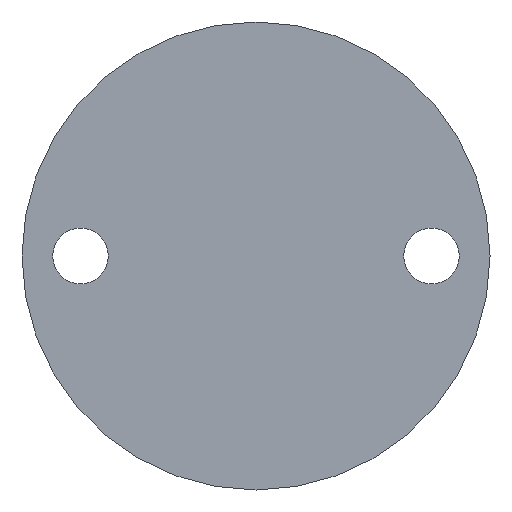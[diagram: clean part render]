
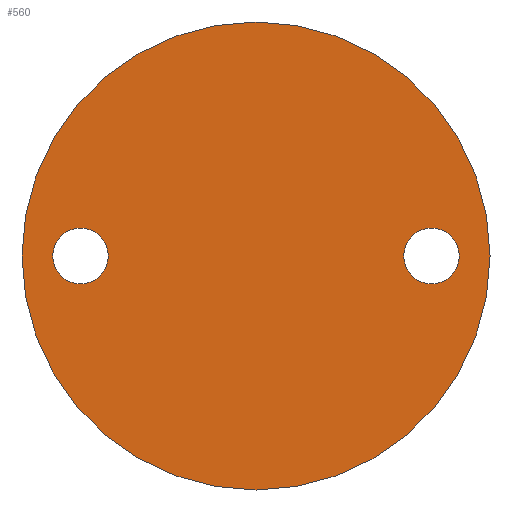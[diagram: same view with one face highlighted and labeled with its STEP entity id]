
A CAD part, front view. The second image highlights one B-rep face of the part: STEP entity #560.
In plain terms, the highlighted planar face has unit normal (0, -1, 0).
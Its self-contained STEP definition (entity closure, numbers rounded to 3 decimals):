
#1 = VERTEX_POINT ( 'NONE', #403 ) ;
#11 = VERTEX_POINT ( 'NONE', #457 ) ;
#37 = VERTEX_POINT ( 'NONE', #420 ) ;
#42 = VERTEX_POINT ( 'NONE', #499 ) ;
#43 = VERTEX_POINT ( 'NONE', #462 ) ;
#51 = CIRCLE ( 'NONE', #323, 40. ) ;
#53 = CIRCLE ( 'NONE', #319, 40. ) ;
#192 = EDGE_LOOP ( 'NONE', ( #507, #510 ) ) ;
#206 = EDGE_LOOP ( 'NONE', ( #503, #504 ) ) ;
#214 = EDGE_LOOP ( 'NONE', ( #509, #508 ) ) ;
#220 = EDGE_CURVE ( 'NONE', #43, #11, #1181, .T. ) ;
#223 = AXIS2_PLACEMENT_3D ( 'NONE', #480, #485, #417 ) ;
#227 = EDGE_CURVE ( 'NONE', #419, #42, #1170, .T. ) ;
#246 = AXIS2_PLACEMENT_3D ( 'NONE', #1312, #1313, #1314 ) ;
#247 = AXIS2_PLACEMENT_3D ( 'NONE', #482, #453, #427 ) ;
#267 = AXIS2_PLACEMENT_3D ( 'NONE', #781, #719, #922 ) ;
#289 = EDGE_CURVE ( 'NONE', #1, #37, #53, .T. ) ;
#310 = EDGE_CURVE ( 'NONE', #37, #1, #51, .T. ) ;
#318 = EDGE_CURVE ( 'NONE', #11, #43, #396, .T. ) ;
#319 = AXIS2_PLACEMENT_3D ( 'NONE', #918, #854, #864 ) ;
#323 = AXIS2_PLACEMENT_3D ( 'NONE', #905, #882, #951 ) ;
#359 = AXIS2_PLACEMENT_3D ( 'NONE', #772, #750, #797 ) ;
#374 = EDGE_CURVE ( 'NONE', #42, #419, #988, .T. ) ;
#396 = CIRCLE ( 'NONE', #267, 4.75 ) ;
#403 = CARTESIAN_POINT ( 'NONE',  ( 0., 0., -40. ) ) ;
#417 = DIRECTION ( 'NONE',  ( 0., 0., -1. ) ) ;
#419 = VERTEX_POINT ( 'NONE', #1294 ) ;
#420 = CARTESIAN_POINT ( 'NONE',  ( 0., 0., 40. ) ) ;
#427 = DIRECTION ( 'NONE',  ( 0., 0., -1. ) ) ;
#453 = DIRECTION ( 'NONE',  ( 0., -1., 0. ) ) ;
#457 = CARTESIAN_POINT ( 'NONE',  ( 30., 0., 4.75 ) ) ;
#462 = CARTESIAN_POINT ( 'NONE',  ( 30., 0., -4.75 ) ) ;
#480 = CARTESIAN_POINT ( 'NONE',  ( -30., 0., 0. ) ) ;
#482 = CARTESIAN_POINT ( 'NONE',  ( 30., 0., 0. ) ) ;
#485 = DIRECTION ( 'NONE',  ( 0., -1., 0. ) ) ;
#499 = CARTESIAN_POINT ( 'NONE',  ( -30., 0., 4.75 ) ) ;
#503 = ORIENTED_EDGE ( 'NONE', *, *, #220, .F. ) ;
#504 = ORIENTED_EDGE ( 'NONE', *, *, #318, .F. ) ;
#507 = ORIENTED_EDGE ( 'NONE', *, *, #289, .F. ) ;
#508 = ORIENTED_EDGE ( 'NONE', *, *, #374, .F. ) ;
#509 = ORIENTED_EDGE ( 'NONE', *, *, #227, .F. ) ;
#510 = ORIENTED_EDGE ( 'NONE', *, *, #310, .F. ) ;
#560 = ADVANCED_FACE ( 'NONE', ( #1015, #1016, #1017 ), #1311, .F. ) ;
#719 = DIRECTION ( 'NONE',  ( 0., -1., 0. ) ) ;
#750 = DIRECTION ( 'NONE',  ( 0., -1., 0. ) ) ;
#772 = CARTESIAN_POINT ( 'NONE',  ( -30., 0., 0. ) ) ;
#781 = CARTESIAN_POINT ( 'NONE',  ( 30., 0., 0. ) ) ;
#797 = DIRECTION ( 'NONE',  ( 0., 0., -1. ) ) ;
#854 = DIRECTION ( 'NONE',  ( 0., 1., 0. ) ) ;
#864 = DIRECTION ( 'NONE',  ( 0., 0., 1. ) ) ;
#882 = DIRECTION ( 'NONE',  ( 0., 1., 0. ) ) ;
#905 = CARTESIAN_POINT ( 'NONE',  ( 0., 0., 0. ) ) ;
#918 = CARTESIAN_POINT ( 'NONE',  ( 0., 0., 0. ) ) ;
#922 = DIRECTION ( 'NONE',  ( 0., 0., -1. ) ) ;
#951 = DIRECTION ( 'NONE',  ( 0., 0., 1. ) ) ;
#988 = CIRCLE ( 'NONE', #359, 4.75 ) ;
#1015 = FACE_BOUND ( 'NONE', #206, .T. ) ;
#1016 = FACE_BOUND ( 'NONE', #214, .T. ) ;
#1017 = FACE_OUTER_BOUND ( 'NONE', #192, .T. ) ;
#1170 = CIRCLE ( 'NONE', #223, 4.75 ) ;
#1181 = CIRCLE ( 'NONE', #247, 4.75 ) ;
#1294 = CARTESIAN_POINT ( 'NONE',  ( -30., 0., -4.75 ) ) ;
#1311 = PLANE ( 'NONE',  #246 ) ;
#1312 = CARTESIAN_POINT ( 'NONE',  ( 0., 0., 0. ) ) ;
#1313 = DIRECTION ( 'NONE',  ( 0., 1., 0. ) ) ;
#1314 = DIRECTION ( 'NONE',  ( 0., 0., 1. ) ) ;
